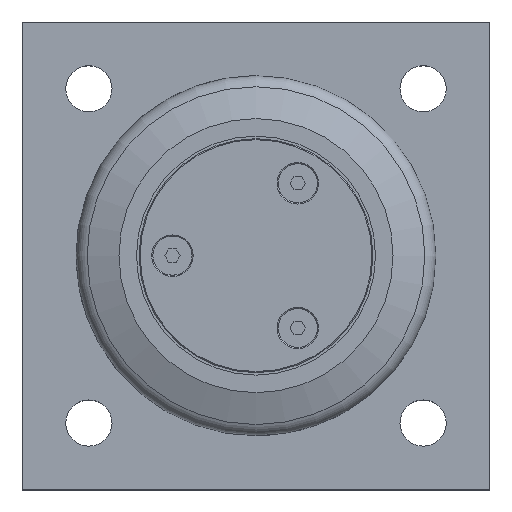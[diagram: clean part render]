
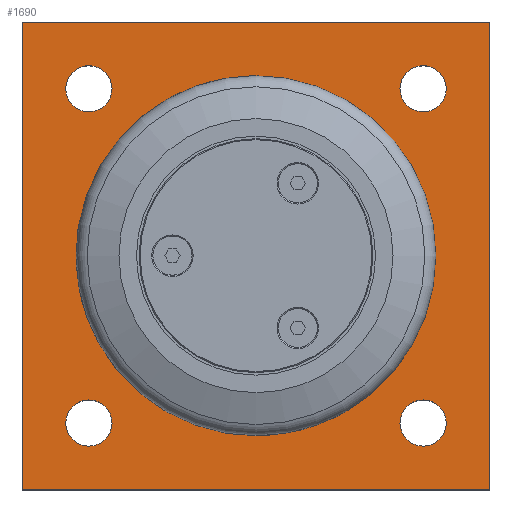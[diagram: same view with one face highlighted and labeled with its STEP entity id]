
A CAD part, top view. The second image highlights one B-rep face of the part: STEP entity #1690.
In plain terms, the highlighted planar face has unit normal (0, 0, 1).
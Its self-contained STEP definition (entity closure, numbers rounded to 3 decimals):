
#72=FACE_BOUND('',#245,.T.);
#73=FACE_BOUND('',#246,.T.);
#74=FACE_BOUND('',#247,.T.);
#75=FACE_BOUND('',#248,.T.);
#76=FACE_BOUND('',#249,.T.);
#103=PLANE('',#1815);
#152=FACE_OUTER_BOUND('',#244,.T.);
#244=EDGE_LOOP('',(#1150,#1151,#1152,#1153));
#245=EDGE_LOOP('',(#1154,#1155));
#246=EDGE_LOOP('',(#1156,#1157));
#247=EDGE_LOOP('',(#1158,#1159));
#248=EDGE_LOOP('',(#1160,#1161));
#249=EDGE_LOOP('',(#1162));
#351=LINE('',#2545,#456);
#354=LINE('',#2550,#459);
#356=LINE('',#2554,#461);
#358=LINE('',#2557,#463);
#456=VECTOR('',#2024,10.);
#459=VECTOR('',#2029,10.);
#461=VECTOR('',#2033,10.);
#463=VECTOR('',#2037,10.);
#565=CIRCLE('',#1803,6.918);
#566=CIRCLE('',#1804,6.918);
#567=CIRCLE('',#1806,6.918);
#568=CIRCLE('',#1807,6.918);
#569=CIRCLE('',#1809,6.918);
#570=CIRCLE('',#1810,6.918);
#571=CIRCLE('',#1812,6.918);
#572=CIRCLE('',#1813,6.918);
#573=CIRCLE('',#1816,35.);
#689=VERTEX_POINT('',#2543);
#690=VERTEX_POINT('',#2544);
#691=VERTEX_POINT('',#2549);
#692=VERTEX_POINT('',#2553);
#693=VERTEX_POINT('',#2559);
#694=VERTEX_POINT('',#2560);
#695=VERTEX_POINT('',#2565);
#696=VERTEX_POINT('',#2566);
#697=VERTEX_POINT('',#2571);
#698=VERTEX_POINT('',#2572);
#699=VERTEX_POINT('',#2577);
#700=VERTEX_POINT('',#2578);
#701=VERTEX_POINT('',#2585);
#865=EDGE_CURVE('',#689,#690,#351,.T.);
#868=EDGE_CURVE('',#691,#689,#354,.T.);
#870=EDGE_CURVE('',#692,#691,#356,.T.);
#872=EDGE_CURVE('',#690,#692,#358,.T.);
#873=EDGE_CURVE('',#693,#694,#565,.T.);
#874=EDGE_CURVE('',#694,#693,#566,.T.);
#876=EDGE_CURVE('',#695,#696,#567,.T.);
#877=EDGE_CURVE('',#696,#695,#568,.T.);
#879=EDGE_CURVE('',#697,#698,#569,.T.);
#880=EDGE_CURVE('',#698,#697,#570,.T.);
#882=EDGE_CURVE('',#699,#700,#571,.T.);
#883=EDGE_CURVE('',#700,#699,#572,.T.);
#886=EDGE_CURVE('',#701,#701,#573,.T.);
#1150=ORIENTED_EDGE('',*,*,#872,.F.);
#1151=ORIENTED_EDGE('',*,*,#865,.F.);
#1152=ORIENTED_EDGE('',*,*,#868,.F.);
#1153=ORIENTED_EDGE('',*,*,#870,.F.);
#1154=ORIENTED_EDGE('',*,*,#873,.T.);
#1155=ORIENTED_EDGE('',*,*,#874,.T.);
#1156=ORIENTED_EDGE('',*,*,#876,.T.);
#1157=ORIENTED_EDGE('',*,*,#877,.T.);
#1158=ORIENTED_EDGE('',*,*,#879,.T.);
#1159=ORIENTED_EDGE('',*,*,#880,.T.);
#1160=ORIENTED_EDGE('',*,*,#882,.T.);
#1161=ORIENTED_EDGE('',*,*,#883,.T.);
#1162=ORIENTED_EDGE('',*,*,#886,.T.);
#1690=ADVANCED_FACE('',(#152,#72,#73,#74,#75,#76),#103,.T.);
#1803=AXIS2_PLACEMENT_3D('',#2561,#2040,#2041);
#1804=AXIS2_PLACEMENT_3D('',#2562,#2042,#2043);
#1806=AXIS2_PLACEMENT_3D('',#2567,#2047,#2048);
#1807=AXIS2_PLACEMENT_3D('',#2568,#2049,#2050);
#1809=AXIS2_PLACEMENT_3D('',#2573,#2054,#2055);
#1810=AXIS2_PLACEMENT_3D('',#2574,#2056,#2057);
#1812=AXIS2_PLACEMENT_3D('',#2579,#2061,#2062);
#1813=AXIS2_PLACEMENT_3D('',#2580,#2063,#2064);
#1815=AXIS2_PLACEMENT_3D('',#2584,#2069,#2070);
#1816=AXIS2_PLACEMENT_3D('',#2586,#2071,#2072);
#2024=DIRECTION('',(-1.,0.,0.));
#2029=DIRECTION('',(0.,-1.,0.));
#2033=DIRECTION('',(1.,0.,0.));
#2037=DIRECTION('',(0.,1.,0.));
#2040=DIRECTION('center_axis',(0.,0.,-1.));
#2041=DIRECTION('ref_axis',(1.,0.,0.));
#2042=DIRECTION('center_axis',(0.,0.,-1.));
#2043=DIRECTION('ref_axis',(1.,0.,0.));
#2047=DIRECTION('center_axis',(0.,0.,-1.));
#2048=DIRECTION('ref_axis',(1.,0.,0.));
#2049=DIRECTION('center_axis',(0.,0.,-1.));
#2050=DIRECTION('ref_axis',(1.,0.,0.));
#2054=DIRECTION('center_axis',(0.,0.,-1.));
#2055=DIRECTION('ref_axis',(1.,0.,0.));
#2056=DIRECTION('center_axis',(0.,0.,-1.));
#2057=DIRECTION('ref_axis',(1.,0.,0.));
#2061=DIRECTION('center_axis',(0.,0.,-1.));
#2062=DIRECTION('ref_axis',(1.,0.,0.));
#2063=DIRECTION('center_axis',(0.,0.,-1.));
#2064=DIRECTION('ref_axis',(1.,0.,0.));
#2069=DIRECTION('center_axis',(0.,0.,1.));
#2070=DIRECTION('ref_axis',(1.,0.,0.));
#2071=DIRECTION('center_axis',(0.,0.,-1.));
#2072=DIRECTION('ref_axis',(0.,1.,0.));
#2543=CARTESIAN_POINT('',(140.,0.,20.));
#2544=CARTESIAN_POINT('',(0.,0.,20.));
#2545=CARTESIAN_POINT('',(0.,0.,20.));
#2549=CARTESIAN_POINT('',(140.,140.,20.));
#2550=CARTESIAN_POINT('',(140.,0.,20.));
#2553=CARTESIAN_POINT('',(0.,140.,20.));
#2554=CARTESIAN_POINT('',(140.,140.,20.));
#2557=CARTESIAN_POINT('',(0.,140.,20.));
#2559=CARTESIAN_POINT('',(26.917,120.,20.));
#2560=CARTESIAN_POINT('',(13.082,120.,20.));
#2561=CARTESIAN_POINT('Origin',(20.,120.,20.));
#2562=CARTESIAN_POINT('Origin',(20.,120.,20.));
#2565=CARTESIAN_POINT('',(126.918,120.,20.));
#2566=CARTESIAN_POINT('',(113.083,120.,20.));
#2567=CARTESIAN_POINT('Origin',(120.,120.,20.));
#2568=CARTESIAN_POINT('Origin',(120.,120.,20.));
#2571=CARTESIAN_POINT('',(126.918,20.,20.));
#2572=CARTESIAN_POINT('',(113.083,20.,20.));
#2573=CARTESIAN_POINT('Origin',(120.,20.,20.));
#2574=CARTESIAN_POINT('Origin',(120.,20.,20.));
#2577=CARTESIAN_POINT('',(26.917,20.,20.));
#2578=CARTESIAN_POINT('',(13.082,20.,20.));
#2579=CARTESIAN_POINT('Origin',(20.,20.,20.));
#2580=CARTESIAN_POINT('Origin',(20.,20.,20.));
#2584=CARTESIAN_POINT('Origin',(70.,70.,20.));
#2585=CARTESIAN_POINT('',(70.,35.,20.));
#2586=CARTESIAN_POINT('Origin',(70.,70.,20.));
